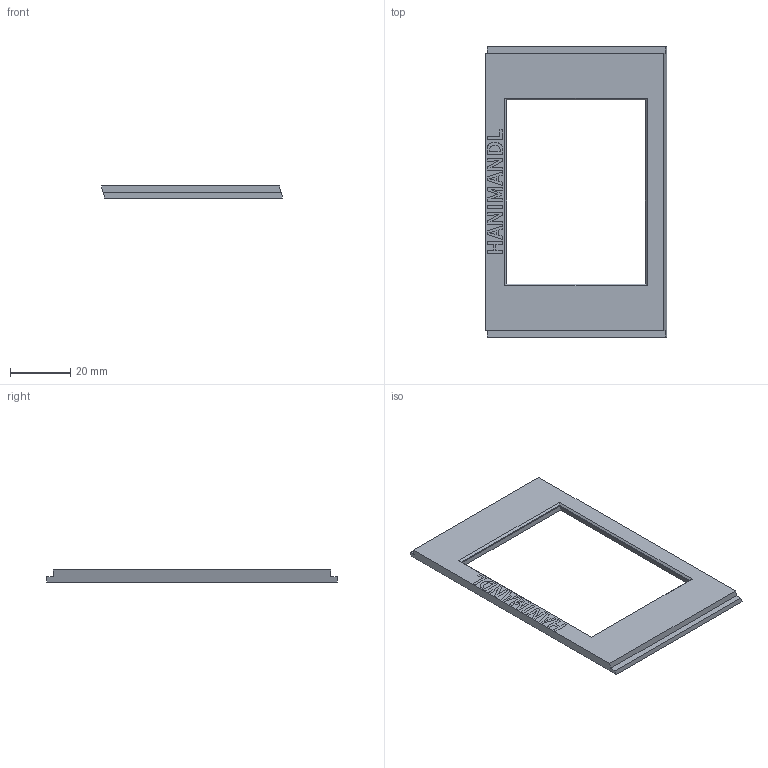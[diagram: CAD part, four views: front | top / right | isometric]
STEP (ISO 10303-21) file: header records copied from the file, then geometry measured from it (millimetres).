
FILE_DESCRIPTION(/* description */ ('STEP AP242','CAx-IF Rec.Pracs.---Representation and Presentation of Product Manufacturing Information (PMI)---4.0---2014-10-13','CAx-IF Rec.Pracs.---3D Tessellated Geometry---0.4---2014-09-14','2;1'),/* implementation_level */ '2;1');
FILE_NAME(/* name */ '64898300789dce66c197d631',/* time_stamp */ '2023-06-14T09:06:10Z',/* author */ (''),/* organization */ (''),/* preprocessor_version */ 'ST-DEVELOPER v19.4',/* originating_system */ ' ',/* authorisation */ ' ');
FILE_SCHEMA (('AP242_MANAGED_MODEL_BASED_3D_ENGINEERING_MIM_LF { 1 0 10303 442 1 1 4 }'));
Length unit declared in the file: metre
Products named in the file (11): Display_Text_2.8TFT; Part 8; Part 7; Part 9; Part 5; Part 1; Part 4; Part 3; Part 2; Part 6
Assembly tree (10 placements, depth 2):
  Display_Text_2.8TFT
    Part 8
    Part 7
    Part 9
    Part 5
    Part 1
    Part 4
    Part 3
    Part 2
    Part 1
    Part 6
Bounding box: 60 x 96 x 4 mm (x, y, z)
Volume: 8830.3 mm3; surface area: 8362.4 mm2
Topology: 10 solids, 10 shells, 286 faces, 752 edges, 500 vertices
Faces by surface type: plane 254, bspline 32
Entity records: 9108 total; most frequent: CARTESIAN_POINT 1965, ORIENTED_EDGE 1504, DIRECTION 1218, EDGE_CURVE 752, LINE 688, VECTOR 688, VERTEX_POINT 500, EDGE_LOOP 308
